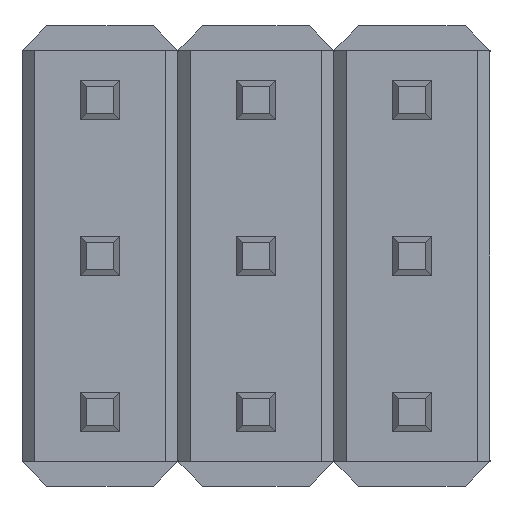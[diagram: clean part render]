
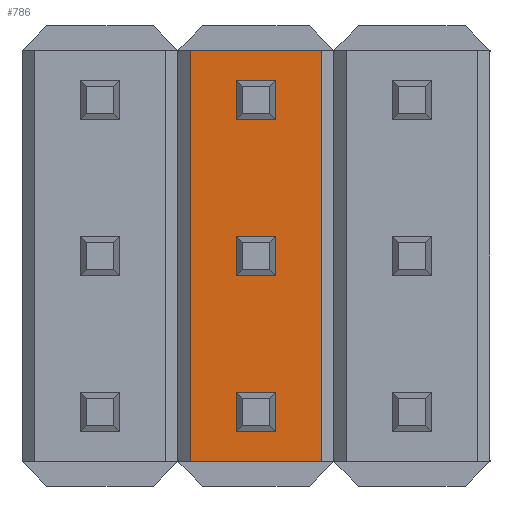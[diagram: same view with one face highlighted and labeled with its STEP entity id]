
A CAD part, front view. The second image highlights one B-rep face of the part: STEP entity #786.
In plain terms, the highlighted planar face has unit normal (0, -1, 0).
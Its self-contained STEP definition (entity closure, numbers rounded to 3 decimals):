
#28 = VECTOR ( 'NONE', #2423, 1000. ) ;
#72 = EDGE_CURVE ( 'NONE', #3039, #4270, #1332, .T. ) ;
#125 = VECTOR ( 'NONE', #1356, 1000. ) ;
#197 = VERTEX_POINT ( 'NONE', #2881 ) ;
#242 = VERTEX_POINT ( 'NONE', #710 ) ;
#296 = CARTESIAN_POINT ( 'NONE',  ( 2.22, 0.54, -2.86 ) ) ;
#349 = VERTEX_POINT ( 'NONE', #1926 ) ;
#357 = LINE ( 'NONE', #5570, #5823 ) ;
#430 = ORIENTED_EDGE ( 'NONE', *, *, #2558, .T. ) ;
#487 = LINE ( 'NONE', #3872, #125 ) ;
#542 = EDGE_CURVE ( 'NONE', #5839, #5793, #357, .T. ) ;
#616 = LINE ( 'NONE', #5979, #1465 ) ;
#675 = VECTOR ( 'NONE', #3054, 1000. ) ;
#710 = CARTESIAN_POINT ( 'NONE',  ( 2.22, 0.54, -2.22 ) ) ;
#786 = ADVANCED_FACE ( 'NONE', ( #5054, #6184, #4893, #3594 ), #6492, .F. ) ;
#801 = LINE ( 'NONE', #5881, #6029 ) ;
#826 = CARTESIAN_POINT ( 'NONE',  ( 2.22, 0.54, 0.32 ) ) ;
#859 = CARTESIAN_POINT ( 'NONE',  ( 1.47, 0.54, 3.35 ) ) ;
#970 = CARTESIAN_POINT ( 'NONE',  ( 2.22, 0.54, -0.32 ) ) ;
#1092 = DIRECTION ( 'NONE',  ( 0., 0., -1. ) ) ;
#1129 = EDGE_LOOP ( 'NONE', ( #5498, #3103, #3497, #3361 ) ) ;
#1162 = LINE ( 'NONE', #5367, #4862 ) ;
#1201 = LINE ( 'NONE', #1929, #28 ) ;
#1301 = CARTESIAN_POINT ( 'NONE',  ( 2.22, 0.54, -2.86 ) ) ;
#1332 = LINE ( 'NONE', #1301, #1828 ) ;
#1356 = DIRECTION ( 'NONE',  ( 0., 0., -1. ) ) ;
#1405 = VERTEX_POINT ( 'NONE', #3522 ) ;
#1411 = DIRECTION ( 'NONE',  ( -1., 0., 0. ) ) ;
#1465 = VECTOR ( 'NONE', #6439, 1000. ) ;
#1628 = VERTEX_POINT ( 'NONE', #6086 ) ;
#1642 = EDGE_CURVE ( 'NONE', #1628, #349, #3510, .T. ) ;
#1680 = DIRECTION ( 'NONE',  ( 0., 0., -1. ) ) ;
#1699 = CARTESIAN_POINT ( 'NONE',  ( 3.61, 0.54, -3.35 ) ) ;
#1828 = VECTOR ( 'NONE', #2859, 1000. ) ;
#1926 = CARTESIAN_POINT ( 'NONE',  ( 2.86, 0.54, 2.22 ) ) ;
#1929 = CARTESIAN_POINT ( 'NONE',  ( 1.27, 0.54, 3.35 ) ) ;
#1950 = EDGE_LOOP ( 'NONE', ( #6324, #6474, #6552, #4433 ) ) ;
#1966 = VECTOR ( 'NONE', #1092, 1000. ) ;
#1970 = CARTESIAN_POINT ( 'NONE',  ( 2.22, 0.54, -0.32 ) ) ;
#1976 = CARTESIAN_POINT ( 'NONE',  ( 2.22, 0.54, -2.22 ) ) ;
#2033 = EDGE_LOOP ( 'NONE', ( #6305, #4582, #3197, #3025 ) ) ;
#2054 = DIRECTION ( 'NONE',  ( 0., 0., 1. ) ) ;
#2103 = VECTOR ( 'NONE', #2441, 1000. ) ;
#2165 = CARTESIAN_POINT ( 'NONE',  ( 2.22, 0.54, 2.22 ) ) ;
#2352 = EDGE_CURVE ( 'NONE', #3474, #4954, #1201, .T. ) ;
#2395 = EDGE_CURVE ( 'NONE', #3305, #1628, #801, .T. ) ;
#2407 = EDGE_CURVE ( 'NONE', #242, #1405, #4892, .T. ) ;
#2423 = DIRECTION ( 'NONE',  ( 1., 0., 0. ) ) ;
#2441 = DIRECTION ( 'NONE',  ( 1., 0., 0. ) ) ;
#2558 = EDGE_CURVE ( 'NONE', #5793, #5103, #616, .T. ) ;
#2623 = CARTESIAN_POINT ( 'NONE',  ( 2.22, 0.54, 2.22 ) ) ;
#2647 = EDGE_LOOP ( 'NONE', ( #4701, #6178, #430, #2737 ) ) ;
#2680 = AXIS2_PLACEMENT_3D ( 'NONE', #3585, #3114, #3091 ) ;
#2683 = VECTOR ( 'NONE', #4944, 1000. ) ;
#2732 = VERTEX_POINT ( 'NONE', #2623 ) ;
#2737 = ORIENTED_EDGE ( 'NONE', *, *, #4448, .T. ) ;
#2859 = DIRECTION ( 'NONE',  ( -1., 0., 0. ) ) ;
#2881 = CARTESIAN_POINT ( 'NONE',  ( 2.86, 0.54, -0.32 ) ) ;
#2953 = VERTEX_POINT ( 'NONE', #1699 ) ;
#2988 = CARTESIAN_POINT ( 'NONE',  ( 2.86, 0.54, 0.32 ) ) ;
#2989 = DIRECTION ( 'NONE',  ( 0., 0., -1. ) ) ;
#3025 = ORIENTED_EDGE ( 'NONE', *, *, #6141, .T. ) ;
#3039 = VERTEX_POINT ( 'NONE', #3233 ) ;
#3054 = DIRECTION ( 'NONE',  ( -1., 0., 0. ) ) ;
#3091 = DIRECTION ( 'NONE',  ( 0., 0., 1. ) ) ;
#3103 = ORIENTED_EDGE ( 'NONE', *, *, #2352, .F. ) ;
#3114 = DIRECTION ( 'NONE',  ( 0., 1., 0. ) ) ;
#3197 = ORIENTED_EDGE ( 'NONE', *, *, #1642, .T. ) ;
#3232 = DIRECTION ( 'NONE',  ( 0., 0., -1. ) ) ;
#3233 = CARTESIAN_POINT ( 'NONE',  ( 2.86, 0.54, -2.86 ) ) ;
#3298 = LINE ( 'NONE', #3657, #1966 ) ;
#3305 = VERTEX_POINT ( 'NONE', #4849 ) ;
#3312 = CARTESIAN_POINT ( 'NONE',  ( 1.47, 0.54, -3.35 ) ) ;
#3361 = ORIENTED_EDGE ( 'NONE', *, *, #5279, .T. ) ;
#3454 = DIRECTION ( 'NONE',  ( 1., 0., 0. ) ) ;
#3474 = VERTEX_POINT ( 'NONE', #859 ) ;
#3477 = LINE ( 'NONE', #970, #675 ) ;
#3497 = ORIENTED_EDGE ( 'NONE', *, *, #6032, .T. ) ;
#3501 = EDGE_CURVE ( 'NONE', #4270, #242, #6267, .T. ) ;
#3510 = LINE ( 'NONE', #3670, #5798 ) ;
#3522 = CARTESIAN_POINT ( 'NONE',  ( 2.86, 0.54, -2.22 ) ) ;
#3547 = EDGE_CURVE ( 'NONE', #1405, #3039, #5982, .T. ) ;
#3585 = CARTESIAN_POINT ( 'NONE',  ( 1.27, 0.54, 3.35 ) ) ;
#3594 = FACE_OUTER_BOUND ( 'NONE', #1129, .T. ) ;
#3653 = LINE ( 'NONE', #5063, #4652 ) ;
#3657 = CARTESIAN_POINT ( 'NONE',  ( 3.61, 0.54, 3.35 ) ) ;
#3670 = CARTESIAN_POINT ( 'NONE',  ( 2.86, 0.54, 2.22 ) ) ;
#3811 = EDGE_CURVE ( 'NONE', #4954, #2953, #3298, .T. ) ;
#3872 = CARTESIAN_POINT ( 'NONE',  ( 1.47, 0.54, 3.35 ) ) ;
#4037 = LINE ( 'NONE', #6160, #5191 ) ;
#4270 = VERTEX_POINT ( 'NONE', #296 ) ;
#4433 = ORIENTED_EDGE ( 'NONE', *, *, #2407, .T. ) ;
#4448 = EDGE_CURVE ( 'NONE', #5103, #197, #4037, .T. ) ;
#4541 = VECTOR ( 'NONE', #6561, 1000. ) ;
#4582 = ORIENTED_EDGE ( 'NONE', *, *, #2395, .T. ) ;
#4642 = VERTEX_POINT ( 'NONE', #3312 ) ;
#4652 = VECTOR ( 'NONE', #5536, 1000. ) ;
#4701 = ORIENTED_EDGE ( 'NONE', *, *, #5273, .T. ) ;
#4711 = VECTOR ( 'NONE', #2989, 1000. ) ;
#4849 = CARTESIAN_POINT ( 'NONE',  ( 2.22, 0.54, 2.86 ) ) ;
#4862 = VECTOR ( 'NONE', #1411, 1000. ) ;
#4892 = LINE ( 'NONE', #6358, #2103 ) ;
#4893 = FACE_BOUND ( 'NONE', #2033, .T. ) ;
#4944 = DIRECTION ( 'NONE',  ( 0., 0., 1. ) ) ;
#4954 = VERTEX_POINT ( 'NONE', #5848 ) ;
#4966 = CARTESIAN_POINT ( 'NONE',  ( 2.86, 0.54, -2.22 ) ) ;
#5054 = FACE_BOUND ( 'NONE', #1950, .T. ) ;
#5063 = CARTESIAN_POINT ( 'NONE',  ( 1.27, 0.54, -3.35 ) ) ;
#5103 = VERTEX_POINT ( 'NONE', #2988 ) ;
#5191 = VECTOR ( 'NONE', #3232, 1000. ) ;
#5273 = EDGE_CURVE ( 'NONE', #197, #5839, #3477, .T. ) ;
#5279 = EDGE_CURVE ( 'NONE', #4642, #2953, #3653, .T. ) ;
#5367 = CARTESIAN_POINT ( 'NONE',  ( 2.22, 0.54, 2.22 ) ) ;
#5498 = ORIENTED_EDGE ( 'NONE', *, *, #3811, .F. ) ;
#5536 = DIRECTION ( 'NONE',  ( 1., 0., 0. ) ) ;
#5570 = CARTESIAN_POINT ( 'NONE',  ( 2.22, 0.54, -0.32 ) ) ;
#5793 = VERTEX_POINT ( 'NONE', #826 ) ;
#5798 = VECTOR ( 'NONE', #1680, 1000. ) ;
#5823 = VECTOR ( 'NONE', #2054, 1000. ) ;
#5825 = LINE ( 'NONE', #2165, #4541 ) ;
#5839 = VERTEX_POINT ( 'NONE', #1970 ) ;
#5848 = CARTESIAN_POINT ( 'NONE',  ( 3.61, 0.54, 3.35 ) ) ;
#5881 = CARTESIAN_POINT ( 'NONE',  ( 2.22, 0.54, 2.86 ) ) ;
#5979 = CARTESIAN_POINT ( 'NONE',  ( 2.22, 0.54, 0.32 ) ) ;
#5982 = LINE ( 'NONE', #4966, #4711 ) ;
#6029 = VECTOR ( 'NONE', #3454, 1000. ) ;
#6032 = EDGE_CURVE ( 'NONE', #3474, #4642, #487, .T. ) ;
#6086 = CARTESIAN_POINT ( 'NONE',  ( 2.86, 0.54, 2.86 ) ) ;
#6141 = EDGE_CURVE ( 'NONE', #349, #2732, #1162, .T. ) ;
#6160 = CARTESIAN_POINT ( 'NONE',  ( 2.86, 0.54, -0.32 ) ) ;
#6178 = ORIENTED_EDGE ( 'NONE', *, *, #542, .T. ) ;
#6184 = FACE_BOUND ( 'NONE', #2647, .T. ) ;
#6267 = LINE ( 'NONE', #1976, #2683 ) ;
#6305 = ORIENTED_EDGE ( 'NONE', *, *, #6581, .T. ) ;
#6324 = ORIENTED_EDGE ( 'NONE', *, *, #3547, .T. ) ;
#6358 = CARTESIAN_POINT ( 'NONE',  ( 2.22, 0.54, -2.22 ) ) ;
#6439 = DIRECTION ( 'NONE',  ( 1., 0., 0. ) ) ;
#6474 = ORIENTED_EDGE ( 'NONE', *, *, #72, .T. ) ;
#6492 = PLANE ( 'NONE',  #2680 ) ;
#6552 = ORIENTED_EDGE ( 'NONE', *, *, #3501, .T. ) ;
#6561 = DIRECTION ( 'NONE',  ( 0., 0., 1. ) ) ;
#6581 = EDGE_CURVE ( 'NONE', #2732, #3305, #5825, .T. ) ;
